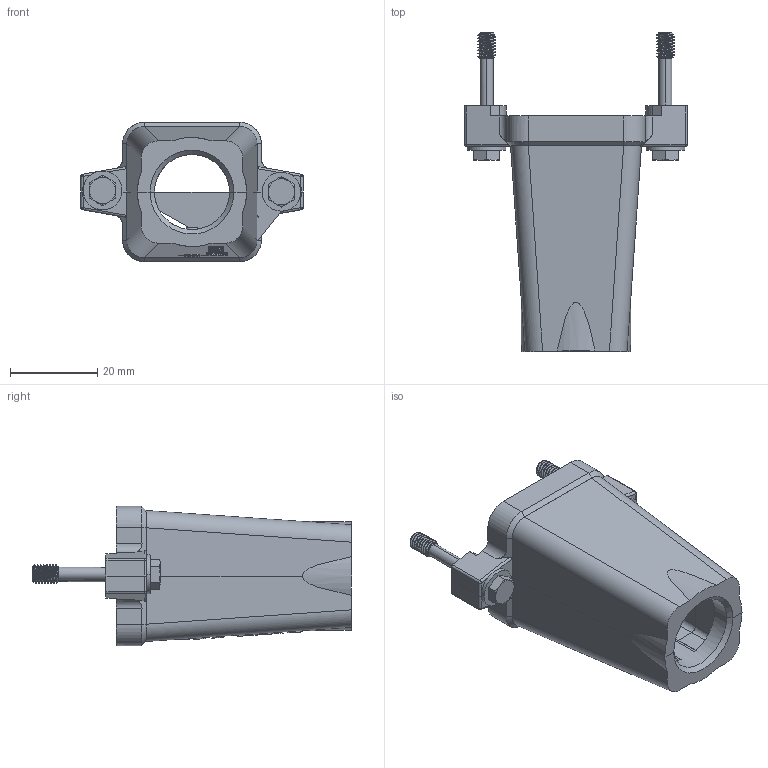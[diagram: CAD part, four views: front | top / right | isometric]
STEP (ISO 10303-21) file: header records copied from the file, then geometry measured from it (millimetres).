
FILE_DESCRIPTION((''),'2;1');
FILE_NAME('ASM0017_SW0001','2024-02-01T',('13001'),(''),'PRO/ENGINEER BY PARAMETRIC TECHNOLOGY CORPORATION, 2012480','PRO/ENGINEER BY PARAMETRIC TECHNOLOGY CORPORATION, 2012480','');
FILE_SCHEMA(('CONFIG_CONTROL_DESIGN'));
Length unit declared in the file: inch
Products named in the file (1): ASM0017_SW0001
Bounding box: 51 x 73.16 x 32 mm (x, y, z)
Volume: 18336.6 mm3; surface area: 13073.8 mm2
Topology: 2 solids, 2 shells, 330 faces, 890 edges, 570 vertices
Faces by surface type: plane 153, cylinder 106, bspline 30, cone 23, extrusion 10, sphere 8
Entity records: 18269 total; most frequent: CARTESIAN_POINT 10362, ORIENTED_EDGE 1772, DIRECTION 1414, EDGE_CURVE 886, VERTEX_POINT 570, VECTOR 504, LINE 494, AXIS2_PLACEMENT_3D 455
